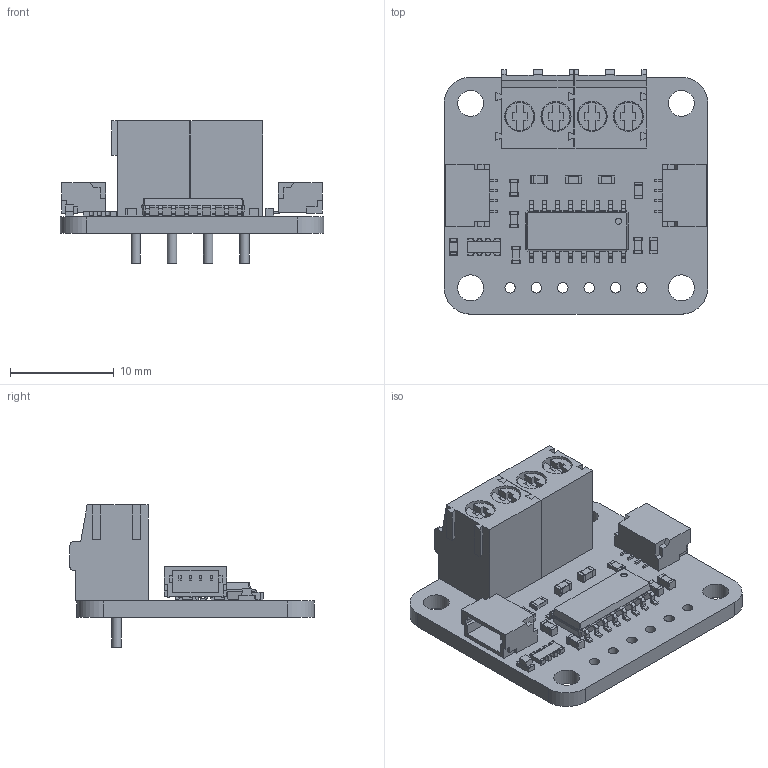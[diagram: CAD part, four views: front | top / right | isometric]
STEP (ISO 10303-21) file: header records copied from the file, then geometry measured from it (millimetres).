
FILE_DESCRIPTION(('KiCad electronic assembly'),'2;1');
FILE_NAME('AdafruitNAU7802.step','2025-03-30T15:34:41',('Pcbnew'),( 'Kicad'),'Open CASCADE STEP processor 7.6','KiCad to STEP converter' ,'Unknown');
FILE_SCHEMA(('AUTOMOTIVE_DESIGN { 1 0 10303 214 1 1 1 1 }'));
Length unit declared in the file: millimetre
Products named in the file (16): AdafruitNAU7802 1; C_0603_1608Metric; SOLID; SOIC-16_3.9x9.9mm_P1.27mm; R_Array_Convex_4x0603; R_0603_1608Metric; SM04B-SRSS-TB; TerminalBlock_Phoenix_PT-1,5-2-3.5-H_1x02_P3.50mm_Horizontal; LED_0603_1608Metric; Adafruit NAU7802 Breakout PCB
Assembly tree (24 placements, depth 3):
  AdafruitNAU7802 1
    C_0603_1608Metric  x7
      SOLID
    SOIC-16_3.9x9.9mm_P1.27mm
      SOLID
    R_Array_Convex_4x0603
      SOLID
    R_0603_1608Metric  x2
      SOLID
    SM04B-SRSS-TB  x2
      SOLID
    TerminalBlock_Phoenix_PT-1,5-2-3.5-H_1x02_P3.50mm_Horizontal  x2
      SOLID
    LED_0603_1608Metric
      SOLID
    Adafruit NAU7802 Breakout PCB
Bounding box: 25.4 x 23.55 x 13.7 mm (x, y, z)
Volume: 1717.2 mm3; surface area: 3352.1 mm2
Topology: 17 solids, 17 shells, 1230 faces, 3356 edges, 2198 vertices
Faces by surface type: plane 897, cylinder 293, bspline 40
Full cylindrical faces by diameter (mm): 0.6 x1, 0.9 x4, 1 x10, 2.5 x4, 2.7 x4, 2.9 x4
Entity records: 62068 total; most frequent: CARTESIAN_POINT 10592, DIRECTION 8542, LINE 5842, VECTOR 5842, ORIENTED_EDGE 4552, PCURVE 4552, DEFINITIONAL_REPRESENTATION 4552, EDGE_CURVE 2276
